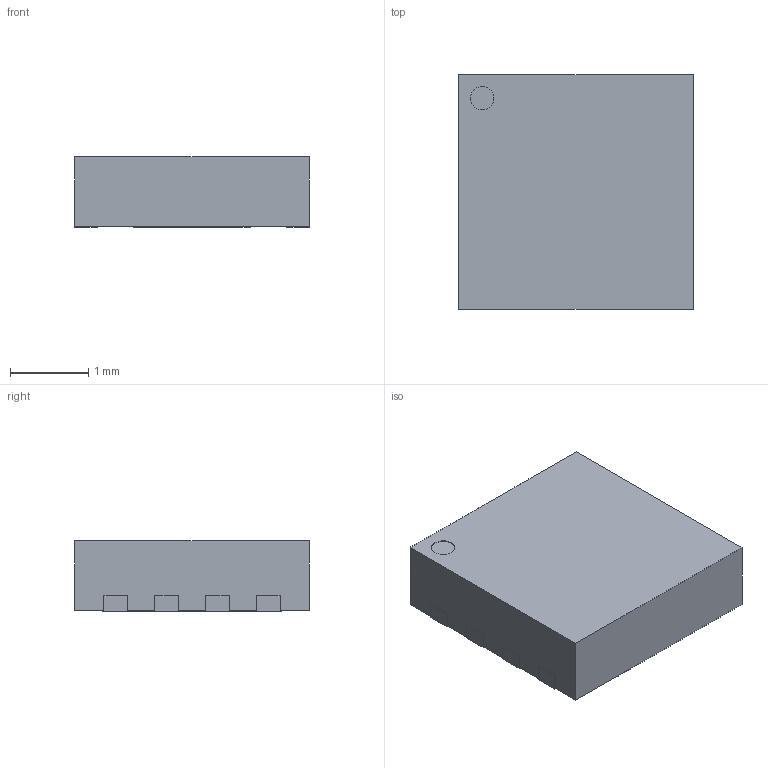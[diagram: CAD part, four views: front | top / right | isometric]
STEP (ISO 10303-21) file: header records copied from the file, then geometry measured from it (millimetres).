
FILE_DESCRIPTION (( 'STEP AP214' ), '1' );
FILE_NAME ('D2D8D785-1C24-4EA1-9EED-57EEB820B6E6.STEP', '2025-08-29T08:08:40', ( '' ), ( '' ), 'SwSTEP 2.0', 'SolidWorks 2022', '' );
FILE_SCHEMA (( 'AUTOMOTIVE_DESIGN' ));
Length unit declared in the file: millimetre
Products named in the file (1): D2D8D785-1C24-4EA1-9EED-57EEB820B6E6
Bounding box: 3.01 x 3 x 0.9 mm (x, y, z)
Volume: 8.1 mm3; surface area: 28.9 mm2
Topology: 1 solids, 1 shells, 82 faces, 234 edges, 156 vertices
Faces by surface type: plane 61, cylinder 21
Entity records: 2793 total; most frequent: CARTESIAN_POINT 473, ORIENTED_EDGE 468, DIRECTION 442, EDGE_CURVE 234, VECTOR 192, LINE 192, VERTEX_POINT 156, AXIS2_PLACEMENT_3D 125
